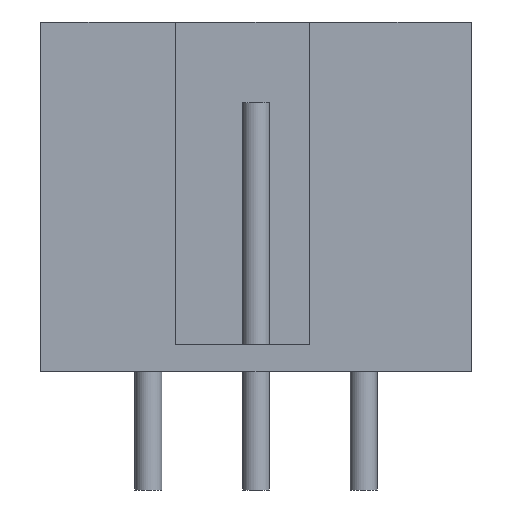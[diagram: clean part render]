
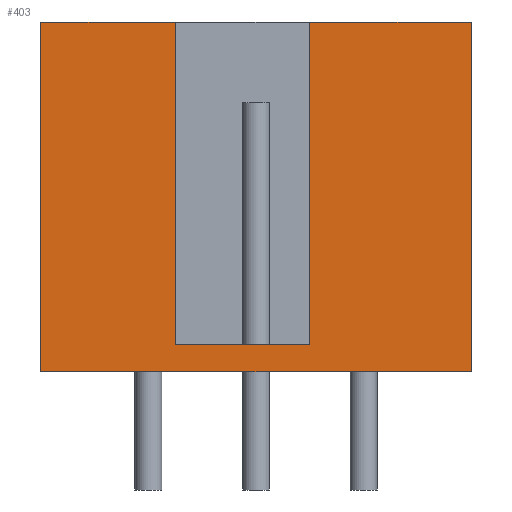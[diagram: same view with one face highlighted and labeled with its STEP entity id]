
A CAD part, front view. The second image highlights one B-rep face of the part: STEP entity #403.
In plain terms, the highlighted planar face has unit normal (0, -1, 0).
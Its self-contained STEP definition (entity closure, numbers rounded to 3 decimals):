
#43=FACE_OUTER_BOUND('',#69,.T.);
#69=EDGE_LOOP('',(#295,#296,#297,#298,#299,#300,#301,#302));
#98=LINE('',#603,#140);
#102=LINE('',#611,#144);
#111=LINE('',#628,#153);
#114=LINE('',#635,#156);
#116=LINE('',#638,#158);
#117=LINE('',#640,#159);
#118=LINE('',#642,#160);
#119=LINE('',#643,#161);
#140=VECTOR('',#482,10.);
#144=VECTOR('',#486,10.);
#153=VECTOR('',#497,10.);
#156=VECTOR('',#504,10.);
#158=VECTOR('',#508,10.);
#159=VECTOR('',#509,10.);
#160=VECTOR('',#510,10.);
#161=VECTOR('',#511,10.);
#181=VERTEX_POINT('',#599);
#183=VERTEX_POINT('',#602);
#186=VERTEX_POINT('',#608);
#187=VERTEX_POINT('',#610);
#194=VERTEX_POINT('',#626);
#196=VERTEX_POINT('',#634);
#197=VERTEX_POINT('',#639);
#198=VERTEX_POINT('',#641);
#218=EDGE_CURVE('',#183,#181,#98,.T.);
#222=EDGE_CURVE('',#187,#186,#102,.T.);
#231=EDGE_CURVE('',#194,#186,#111,.T.);
#234=EDGE_CURVE('',#196,#183,#114,.T.);
#236=EDGE_CURVE('',#194,#196,#116,.T.);
#237=EDGE_CURVE('',#181,#197,#117,.T.);
#238=EDGE_CURVE('',#197,#198,#118,.T.);
#239=EDGE_CURVE('',#198,#187,#119,.T.);
#295=ORIENTED_EDGE('',*,*,#222,.T.);
#296=ORIENTED_EDGE('',*,*,#231,.F.);
#297=ORIENTED_EDGE('',*,*,#236,.T.);
#298=ORIENTED_EDGE('',*,*,#234,.T.);
#299=ORIENTED_EDGE('',*,*,#218,.T.);
#300=ORIENTED_EDGE('',*,*,#237,.T.);
#301=ORIENTED_EDGE('',*,*,#238,.T.);
#302=ORIENTED_EDGE('',*,*,#239,.T.);
#383=PLANE('',#443);
#403=ADVANCED_FACE('',(#43),#383,.T.);
#443=AXIS2_PLACEMENT_3D('',#637,#506,#507);
#482=DIRECTION('',(-1.,0.,0.));
#486=DIRECTION('',(-1.,0.,0.));
#497=DIRECTION('',(0.,0.,1.));
#504=DIRECTION('',(0.,0.,1.));
#506=DIRECTION('center_axis',(0.,-1.,0.));
#507=DIRECTION('ref_axis',(1.,0.,0.));
#508=DIRECTION('',(1.,0.,0.));
#509=DIRECTION('',(0.,0.,-1.));
#510=DIRECTION('',(-1.,0.,0.));
#511=DIRECTION('',(0.,0.,1.));
#599=CARTESIAN_POINT('',(5.,0.,6.5));
#602=CARTESIAN_POINT('',(8.,0.,6.5));
#603=CARTESIAN_POINT('',(2.,0.,6.5));
#608=CARTESIAN_POINT('',(0.,0.,6.5));
#610=CARTESIAN_POINT('',(2.5,0.,6.5));
#611=CARTESIAN_POINT('',(2.,0.,6.5));
#626=CARTESIAN_POINT('',(0.,0.,0.));
#628=CARTESIAN_POINT('',(0.,0.,0.));
#634=CARTESIAN_POINT('',(8.,0.,0.));
#635=CARTESIAN_POINT('',(8.,0.,0.));
#637=CARTESIAN_POINT('Origin',(0.,0.,0.));
#638=CARTESIAN_POINT('',(0.,0.,0.));
#639=CARTESIAN_POINT('',(5.,0.,0.5));
#640=CARTESIAN_POINT('',(5.,0.,4.));
#641=CARTESIAN_POINT('',(2.5,0.,0.5));
#642=CARTESIAN_POINT('',(2.,0.,0.5));
#643=CARTESIAN_POINT('',(2.5,0.,4.));
